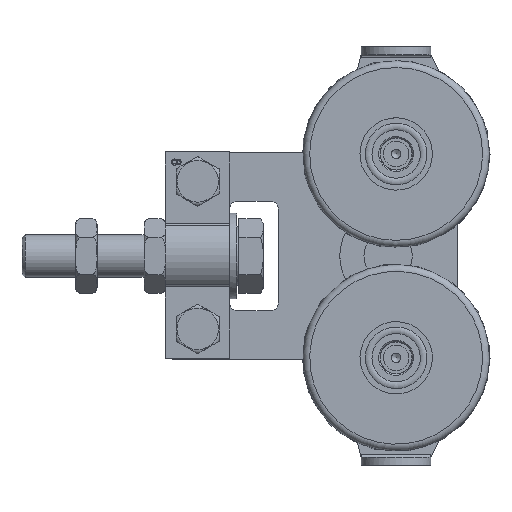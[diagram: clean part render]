
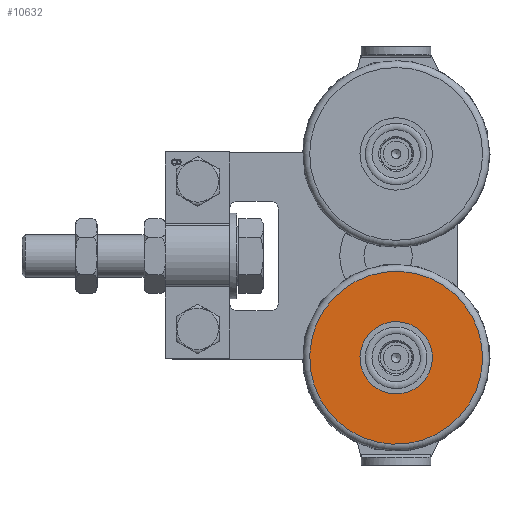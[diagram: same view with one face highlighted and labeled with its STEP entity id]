
A CAD part, top view. The second image highlights one B-rep face of the part: STEP entity #10632.
In plain terms, the highlighted planar face has unit normal (0, 0, 1).
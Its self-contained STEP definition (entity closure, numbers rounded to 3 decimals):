
#1957=PLANE('',#11304);
#2430=FACE_BOUND('',#3291,.T.);
#2643=FACE_OUTER_BOUND('',#3290,.T.);
#3290=EDGE_LOOP('',(#7043));
#3291=EDGE_LOOP('',(#7044));
#4111=CIRCLE('',#11303,13.5);
#4112=CIRCLE('',#11305,32.226);
#4492=VERTEX_POINT('',#14832);
#4493=VERTEX_POINT('',#14835);
#5548=EDGE_CURVE('',#4492,#4492,#4111,.T.);
#5549=EDGE_CURVE('',#4493,#4493,#4112,.T.);
#7043=ORIENTED_EDGE('',*,*,#5549,.F.);
#7044=ORIENTED_EDGE('',*,*,#5548,.T.);
#10632=ADVANCED_FACE('',(#2643,#2430),#1957,.T.);
#11303=AXIS2_PLACEMENT_3D('',#14833,#12290,#12291);
#11304=AXIS2_PLACEMENT_3D('',#14834,#12292,#12293);
#11305=AXIS2_PLACEMENT_3D('',#14836,#12294,#12295);
#12290=DIRECTION('center_axis',(0.,0.,
-1.));
#12291=DIRECTION('ref_axis',(-0.133,0.991,0.));
#12292=DIRECTION('center_axis',(0.,0.,
1.));
#12293=DIRECTION('ref_axis',(0.991,0.133,0.));
#12294=DIRECTION('center_axis',(0.,0.,
-1.));
#12295=DIRECTION('ref_axis',(-0.133,0.991,0.));
#14832=CARTESIAN_POINT('',(1.2,-24.621,28.));
#14833=CARTESIAN_POINT('Origin',(3.,-38.,28.));
#14834=CARTESIAN_POINT('Origin',(-0.049,-15.341,
28.));
#14835=CARTESIAN_POINT('',(-1.298,-6.062,28.));
#14836=CARTESIAN_POINT('Origin',(3.,-38.,28.));
